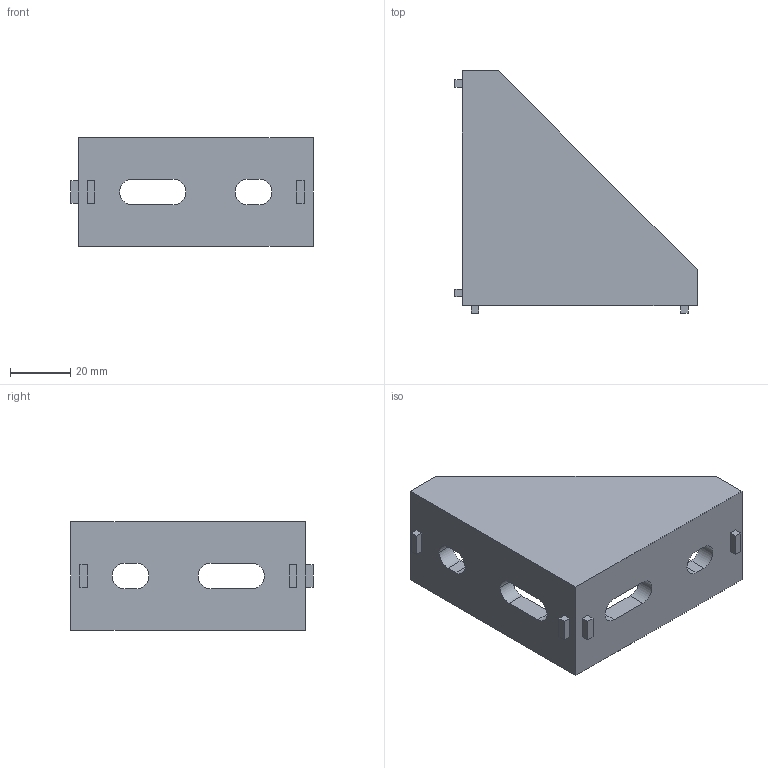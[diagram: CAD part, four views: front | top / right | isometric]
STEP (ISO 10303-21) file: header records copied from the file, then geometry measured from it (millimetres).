
FILE_DESCRIPTION (( 'STEP AP203' ), '1' );
FILE_NAME ('ALF-RC4080-8.step', '2024-08-13T09:15:39', ( '' ), ( '' ), 'SwSTEP 2.0', 'SolidWorks 2022', '' );
FILE_SCHEMA (( 'CONFIG_CONTROL_DESIGN' ));
Length unit declared in the file: millimetre
Products named in the file (1): ALF-RC4080-8
Bounding box: 80.5 x 80.5 x 36 mm (x, y, z)
Volume: 41463 mm3; surface area: 19096.3 mm2
Topology: 1 solids, 1 shells, 48 faces, 126 edges, 84 vertices
Faces by surface type: plane 38, cylinder 10
Entity records: 1563 total; most frequent: CARTESIAN_POINT 259, ORIENTED_EDGE 252, DIRECTION 244, EDGE_CURVE 126, VECTOR 106, LINE 106, VERTEX_POINT 84, AXIS2_PLACEMENT_3D 69
